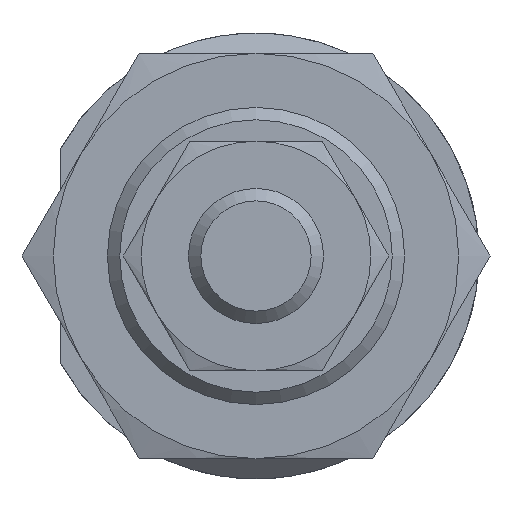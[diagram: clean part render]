
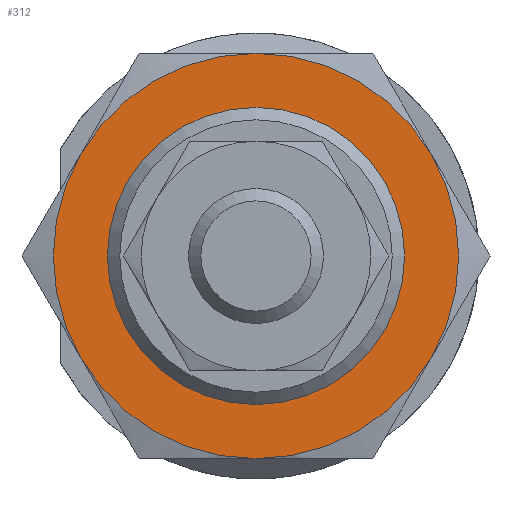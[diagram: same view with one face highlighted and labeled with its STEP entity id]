
A CAD part, left-side view. The second image highlights one B-rep face of the part: STEP entity #312.
In plain terms, the highlighted planar face has unit normal (-1, 0, 0).
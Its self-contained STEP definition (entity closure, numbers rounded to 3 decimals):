
#312 = ADVANCED_FACE( '', ( #633, #634 ), #635, .F. );
#633 = FACE_OUTER_BOUND( '', #1023, .T. );
#634 = FACE_BOUND( '', #1024, .T. );
#635 = PLANE( '', #1025 );
#1023 = EDGE_LOOP( '', ( #1514, #1515, #1516, #1517, #1518, #1519 ) );
#1024 = EDGE_LOOP( '', ( #1520 ) );
#1025 = AXIS2_PLACEMENT_3D( '', #1521, #1522, #1523 );
#1514 = ORIENTED_EDGE( '', *, *, #2234, .F. );
#1515 = ORIENTED_EDGE( '', *, *, #2306, .F. );
#1516 = ORIENTED_EDGE( '', *, *, #2307, .F. );
#1517 = ORIENTED_EDGE( '', *, *, #2308, .F. );
#1518 = ORIENTED_EDGE( '', *, *, #2256, .F. );
#1519 = ORIENTED_EDGE( '', *, *, #2309, .F. );
#1520 = ORIENTED_EDGE( '', *, *, #2287, .T. );
#1521 = CARTESIAN_POINT( '', ( 0., 0., 0. ) );
#1522 = DIRECTION( '', ( 1., 0., 0. ) );
#1523 = DIRECTION( '', ( 0., 0., -1. ) );
#2234 = EDGE_CURVE( '', #2536, #2600, #2601, .T. );
#2256 = EDGE_CURVE( '', #2635, #2632, #2637, .T. );
#2287 = EDGE_CURVE( '', #2689, #2689, #2690, .T. );
#2306 = EDGE_CURVE( '', #2720, #2536, #2721, .T. );
#2307 = EDGE_CURVE( '', #2722, #2720, #2723, .T. );
#2308 = EDGE_CURVE( '', #2632, #2722, #2724, .T. );
#2309 = EDGE_CURVE( '', #2600, #2635, #2725, .T. );
#2536 = VERTEX_POINT( '', #3027 );
#2600 = VERTEX_POINT( '', #3138 );
#2601 = CIRCLE( '', #3139, 15. );
#2632 = VERTEX_POINT( '', #3186 );
#2635 = VERTEX_POINT( '', #3194 );
#2637 = CIRCLE( '', #3201, 15. );
#2689 = VERTEX_POINT( '', #3261 );
#2690 = CIRCLE( '', #3262, 11. );
#2720 = VERTEX_POINT( '', #3329 );
#2721 = CIRCLE( '', #3330, 15. );
#2722 = VERTEX_POINT( '', #3331 );
#2723 = CIRCLE( '', #3332, 15. );
#2724 = CIRCLE( '', #3333, 15. );
#2725 = CIRCLE( '', #3334, 15. );
#3027 = CARTESIAN_POINT( '', ( 0., 12.99, -7.5 ) );
#3138 = CARTESIAN_POINT( '', ( 0., 12.99, 7.5 ) );
#3139 = AXIS2_PLACEMENT_3D( '', #3822, #3823, #3824 );
#3186 = CARTESIAN_POINT( '', ( 0., -12.99, 7.5 ) );
#3194 = CARTESIAN_POINT( '', ( 0., 0., 15. ) );
#3201 = AXIS2_PLACEMENT_3D( '', #3852, #3853, #3854 );
#3261 = CARTESIAN_POINT( '', ( 0., 0., -11. ) );
#3262 = AXIS2_PLACEMENT_3D( '', #3911, #3912, #3913 );
#3329 = CARTESIAN_POINT( '', ( 0., 0., -15. ) );
#3330 = AXIS2_PLACEMENT_3D( '', #3920, #3921, #3922 );
#3331 = CARTESIAN_POINT( '', ( 0., -12.99, -7.5 ) );
#3332 = AXIS2_PLACEMENT_3D( '', #3923, #3924, #3925 );
#3333 = AXIS2_PLACEMENT_3D( '', #3926, #3927, #3928 );
#3334 = AXIS2_PLACEMENT_3D( '', #3929, #3930, #3931 );
#3822 = CARTESIAN_POINT( '', ( 0., 0., 0. ) );
#3823 = DIRECTION( '', ( 1., 0., 0. ) );
#3824 = DIRECTION( '', ( 0., 0., -1. ) );
#3852 = CARTESIAN_POINT( '', ( 0., 0., 0. ) );
#3853 = DIRECTION( '', ( 1., 0., 0. ) );
#3854 = DIRECTION( '', ( 0., 0., -1. ) );
#3911 = CARTESIAN_POINT( '', ( 0., 0., 0. ) );
#3912 = DIRECTION( '', ( 1., 0., 0. ) );
#3913 = DIRECTION( '', ( 0., 0., -1. ) );
#3920 = CARTESIAN_POINT( '', ( 0., 0., 0. ) );
#3921 = DIRECTION( '', ( 1., 0., 0. ) );
#3922 = DIRECTION( '', ( 0., 0., -1. ) );
#3923 = CARTESIAN_POINT( '', ( 0., 0., 0. ) );
#3924 = DIRECTION( '', ( 1., 0., 0. ) );
#3925 = DIRECTION( '', ( 0., 0., -1. ) );
#3926 = CARTESIAN_POINT( '', ( 0., 0., 0. ) );
#3927 = DIRECTION( '', ( 1., 0., 0. ) );
#3928 = DIRECTION( '', ( 0., 0., -1. ) );
#3929 = CARTESIAN_POINT( '', ( 0., 0., 0. ) );
#3930 = DIRECTION( '', ( 1., 0., 0. ) );
#3931 = DIRECTION( '', ( 0., 0., -1. ) );
